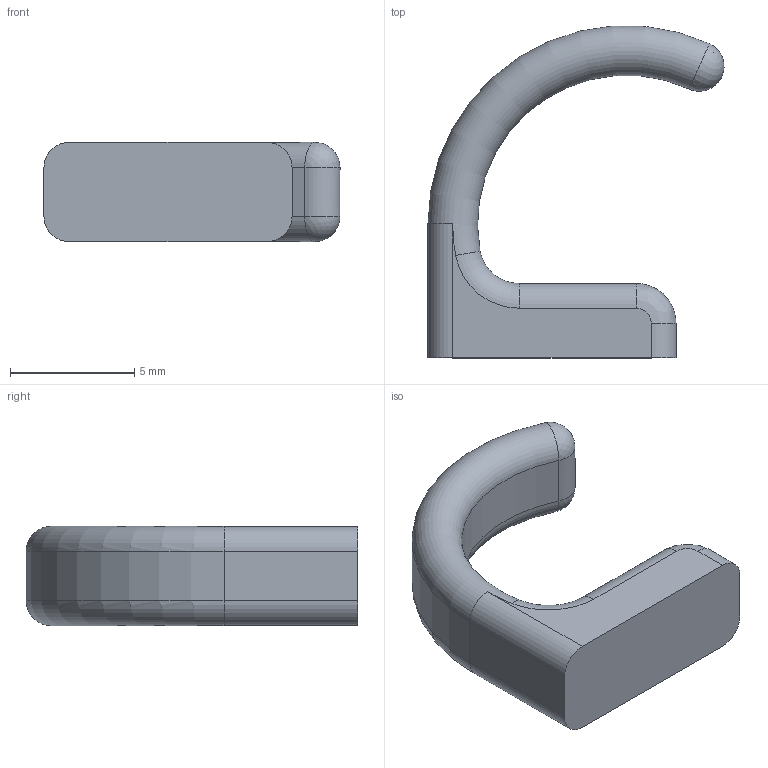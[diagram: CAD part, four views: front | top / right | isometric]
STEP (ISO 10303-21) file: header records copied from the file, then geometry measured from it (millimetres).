
FILE_DESCRIPTION(/* description */ (''),/* implementation_level */ '2;1');
FILE_NAME(/* name */ 'E_3_01_01_01_00_WKZ-0062.stp',/* time_stamp */ '2024-05-16T11:30:32+02:00',/* author */ ('dfischer'),/* organization */ (''),/* preprocessor_version */ 'ST-DEVELOPER v18.1',/* originating_system */ 'Autodesk Inventor 2021',/* authorisation */ '');
FILE_SCHEMA (('AUTOMOTIVE_DESIGN { 1 0 10303 214 3 1 1 }'));
Length unit declared in the file: millimetre
Products named in the file (1): WKZ-0062
Bounding box: 11.94 x 13.38 x 4 mm (x, y, z)
Volume: 237.7 mm3; surface area: 320.3 mm2
Topology: 1 solids, 1 shells, 25 faces, 58 edges, 34 vertices
Faces by surface type: cylinder 11, plane 6, torus 4, bspline 2, sphere 2
Entity records: 758 total; most frequent: DIRECTION 139, CARTESIAN_POINT 133, ORIENTED_EDGE 114, AXIS2_PLACEMENT_3D 58, EDGE_CURVE 57, CIRCLE 34, VERTEX_POINT 34, FACE_OUTER_BOUND 25
